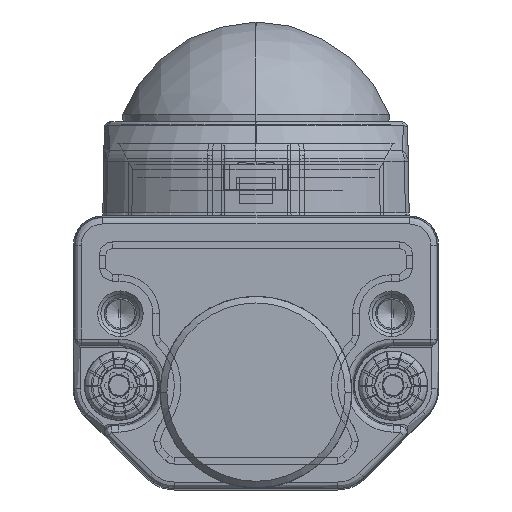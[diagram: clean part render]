
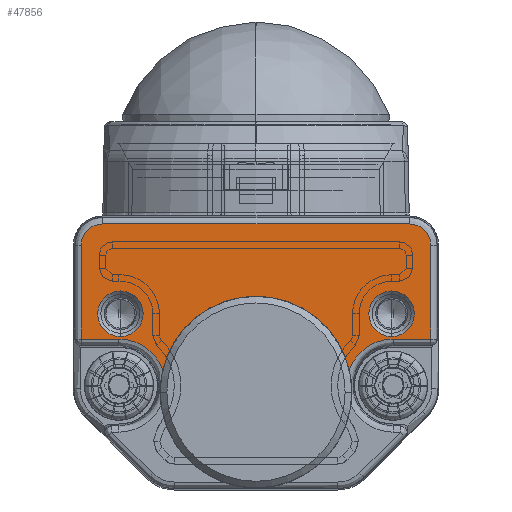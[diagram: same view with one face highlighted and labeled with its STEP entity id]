
A CAD part, left-side view. The second image highlights one B-rep face of the part: STEP entity #47856.
In plain terms, the highlighted face is planar.
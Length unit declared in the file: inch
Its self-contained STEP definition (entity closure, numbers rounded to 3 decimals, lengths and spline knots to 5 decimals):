
#44551=CARTESIAN_POINT('',(13.,8.,10.5));
#44552=DIRECTION('',(-1.,0.,0.));
#44553=DIRECTION('',(0.,1.,0.));
#44554=AXIS2_PLACEMENT_3D('',#44551,#44552,#44553);
#44556=DIRECTION('',(0.,0.,-1.));
#44557=VECTOR('',#44556,2.8909);
#44558=CARTESIAN_POINT('',(13.,11.56353,13.3909));
#44559=LINE('',#44558,#44557);
#44560=DIRECTION('',(0.,-1.,0.));
#44561=VECTOR('',#44560,7.18647);
#44562=CARTESIAN_POINT('',(13.,18.75,13.3909));
#44563=LINE('',#44562,#44561);
#44564=CARTESIAN_POINT('',(13.,18.75,11.75));
#44565=DIRECTION('',(1.,0.,0.));
#44566=DIRECTION('',(0.,1.,0.));
#44567=AXIS2_PLACEMENT_3D('',#44564,#44565,#44566);
#44569=DIRECTION('',(0.,0.,1.));
#44570=VECTOR('',#44569,23.5);
#44571=CARTESIAN_POINT('',(13.,20.3909,-11.75));
#44572=LINE('',#44571,#44570);
#44573=CARTESIAN_POINT('',(13.,18.75,-11.75));
#44574=DIRECTION('',(1.,0.,0.));
#44575=DIRECTION('',(0.,0.,-1.));
#44576=AXIS2_PLACEMENT_3D('',#44573,#44574,#44575);
#44578=DIRECTION('',(0.,1.,0.));
#44579=VECTOR('',#44578,7.18647);
#44580=CARTESIAN_POINT('',(13.,11.56353,-13.3909));
#44581=LINE('',#44580,#44579);
#44582=DIRECTION('',(0.,0.,-1.));
#44583=VECTOR('',#44582,2.8909);
#44584=CARTESIAN_POINT('',(13.,11.56353,-10.5));
#44585=LINE('',#44584,#44583);
#44586=CARTESIAN_POINT('',(13.,8.,-10.5));
#44587=DIRECTION('',(-1.,0.,0.));
#44588=DIRECTION('',(0.,0.34,0.941));
#44589=AXIS2_PLACEMENT_3D('',#44586,#44587,#44588);
#44591=CARTESIAN_POINT('',(13.,7.5,0.));
#44592=DIRECTION('',(1.,0.,0.));
#44593=DIRECTION('',(0.,0.233,-0.973));
#44594=AXIS2_PLACEMENT_3D('',#44591,#44592,#44593);
#44650=CARTESIAN_POINT('',(13.,13.5,-10.3923));
#44651=DIRECTION('',(-1.,0.,0.));
#44652=DIRECTION('',(0.,1.,0.));
#44653=AXIS2_PLACEMENT_3D('',#44650,#44651,#44652);
#44655=CARTESIAN_POINT('',(13.,13.5,-10.3923));
#44656=DIRECTION('',(-1.,0.,0.));
#44657=DIRECTION('',(0.,-1.,0.));
#44658=AXIS2_PLACEMENT_3D('',#44655,#44656,#44657);
#44660=CARTESIAN_POINT('',(13.,13.5,10.3923));
#44661=DIRECTION('',(-1.,0.,0.));
#44662=DIRECTION('',(0.,1.,0.));
#44663=AXIS2_PLACEMENT_3D('',#44660,#44661,#44662);
#44665=CARTESIAN_POINT('',(13.,13.5,10.3923));
#44666=DIRECTION('',(-1.,0.,0.));
#44667=DIRECTION('',(0.,-1.,0.));
#44668=AXIS2_PLACEMENT_3D('',#44665,#44666,#44667);
#45307=CARTESIAN_POINT('',(13.,20.3909,11.75));
#45308=CARTESIAN_POINT('',(13.,18.75,13.3909));
#45309=VERTEX_POINT('',#45307);
#45310=VERTEX_POINT('',#45308);
#45315=CARTESIAN_POINT('',(13.,20.3909,-11.75));
#45316=VERTEX_POINT('',#45315);
#45319=CARTESIAN_POINT('',(13.,18.75,-13.3909));
#45320=VERTEX_POINT('',#45319);
#45355=CARTESIAN_POINT('',(13.,11.56353,10.5));
#45356=CARTESIAN_POINT('',(13.,9.21015,7.14824));
#45357=VERTEX_POINT('',#45355);
#45358=VERTEX_POINT('',#45356);
#45387=CARTESIAN_POINT('',(13.,11.56353,13.3909));
#45388=VERTEX_POINT('',#45387);
#45397=CARTESIAN_POINT('',(13.,9.21015,-7.14824));
#45398=CARTESIAN_POINT('',(13.,11.56353,-10.5));
#45399=VERTEX_POINT('',#45397);
#45400=VERTEX_POINT('',#45398);
#45429=CARTESIAN_POINT('',(13.,11.56353,-13.3909));
#45430=VERTEX_POINT('',#45429);
#45629=CARTESIAN_POINT('',(13.,15.25,-10.3923));
#45630=CARTESIAN_POINT('',(13.,11.75,-10.3923));
#45631=VERTEX_POINT('',#45629);
#45632=VERTEX_POINT('',#45630);
#45633=CARTESIAN_POINT('',(13.,15.25,10.3923));
#45634=CARTESIAN_POINT('',(13.,11.75,10.3923));
#45635=VERTEX_POINT('',#45633);
#45636=VERTEX_POINT('',#45634);
#47817=CARTESIAN_POINT('',(13.,0.,0.));
#47818=DIRECTION('',(1.,0.,0.));
#47819=DIRECTION('',(0.,0.,-1.));
#47820=AXIS2_PLACEMENT_3D('',#47817,#47818,#47819);
#47821=PLANE('',#47820);
#47823=ORIENTED_EDGE('',*,*,#47822,.F.);
#47825=ORIENTED_EDGE('',*,*,#47824,.F.);
#47827=ORIENTED_EDGE('',*,*,#47826,.F.);
#47829=ORIENTED_EDGE('',*,*,#47828,.F.);
#47831=ORIENTED_EDGE('',*,*,#47830,.F.);
#47833=ORIENTED_EDGE('',*,*,#47832,.F.);
#47835=ORIENTED_EDGE('',*,*,#47834,.F.);
#47837=ORIENTED_EDGE('',*,*,#47836,.F.);
#47839=ORIENTED_EDGE('',*,*,#47838,.F.);
#47841=ORIENTED_EDGE('',*,*,#47840,.T.);
#47842=EDGE_LOOP('',(#47823,#47825,#47827,#47829,#47831,#47833,#47835,#47837,
#47839,#47841));
#47843=FACE_OUTER_BOUND('',#47842,.F.);
#47845=ORIENTED_EDGE('',*,*,#47844,.F.);
#47847=ORIENTED_EDGE('',*,*,#47846,.F.);
#47848=EDGE_LOOP('',(#47845,#47847));
#47849=FACE_BOUND('',#47848,.F.);
#47851=ORIENTED_EDGE('',*,*,#47850,.F.);
#47853=ORIENTED_EDGE('',*,*,#47852,.F.);
#47854=EDGE_LOOP('',(#47851,#47853));
#47855=FACE_BOUND('',#47854,.F.);
#47856=ADVANCED_FACE('',(#47843,#47849,#47855),#47821,.T.);
#44555=CIRCLE('',#44554,3.56353);
#44568=CIRCLE('',#44567,1.6409);
#44577=CIRCLE('',#44576,1.6409);
#44590=CIRCLE('',#44589,3.56353);
#44595=CIRCLE('',#44594,7.35);
#44654=CIRCLE('',#44653,1.75);
#44659=CIRCLE('',#44658,1.75);
#44664=CIRCLE('',#44663,1.75);
#44669=CIRCLE('',#44668,1.75);
#47822=EDGE_CURVE('',#45357,#45358,#44555,.T.);
#47824=EDGE_CURVE('',#45388,#45357,#44559,.T.);
#47826=EDGE_CURVE('',#45310,#45388,#44563,.T.);
#47828=EDGE_CURVE('',#45309,#45310,#44568,.T.);
#47830=EDGE_CURVE('',#45316,#45309,#44572,.T.);
#47832=EDGE_CURVE('',#45320,#45316,#44577,.T.);
#47834=EDGE_CURVE('',#45430,#45320,#44581,.T.);
#47836=EDGE_CURVE('',#45400,#45430,#44585,.T.);
#47838=EDGE_CURVE('',#45399,#45400,#44590,.T.);
#47840=EDGE_CURVE('',#45399,#45358,#44595,.T.);
#47844=EDGE_CURVE('',#45631,#45632,#44654,.T.);
#47846=EDGE_CURVE('',#45632,#45631,#44659,.T.);
#47850=EDGE_CURVE('',#45635,#45636,#44664,.T.);
#47852=EDGE_CURVE('',#45636,#45635,#44669,.T.);
